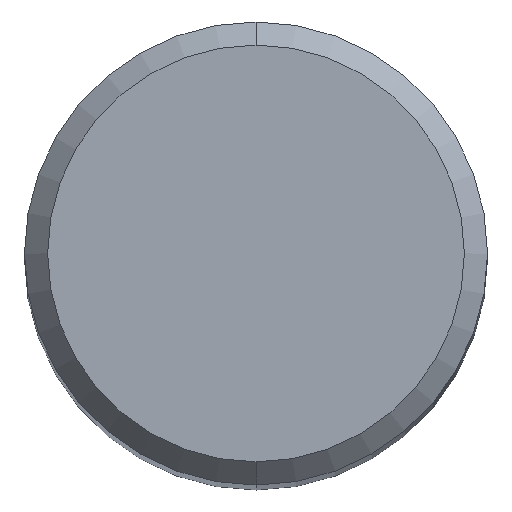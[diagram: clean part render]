
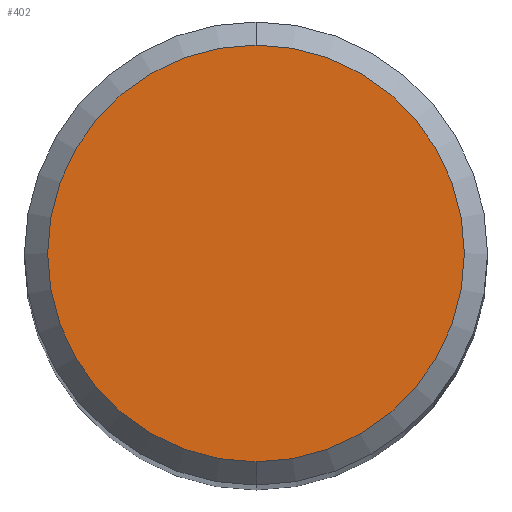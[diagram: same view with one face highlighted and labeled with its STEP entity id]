
A CAD part, top view. The second image highlights one B-rep face of the part: STEP entity #402.
In plain terms, the highlighted planar face has unit normal (0, 0, 1).
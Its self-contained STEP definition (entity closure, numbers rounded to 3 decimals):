
#216=EDGE_CURVE('',#370,#288,#545,.T.);
#288=VERTEX_POINT('',#626);
#344=EDGE_CURVE('',#288,#370,#689,.T.);
#370=VERTEX_POINT('',#719);
#402=ADVANCED_FACE('',(#751),#752,.T.);
#545=CIRCLE('',#912,3.6);
#626=CARTESIAN_POINT('',(0.0,3.6,36.0));
#689=CIRCLE('',#1222,3.6);
#719=CARTESIAN_POINT('',(0.,-3.6,36.0));
#751=FACE_OUTER_BOUND('',#1330,.T.);
#752=PLANE('',#1331);
#912=AXIS2_PLACEMENT_3D('',#1568,#1569,#1570);
#1222=AXIS2_PLACEMENT_3D('',#1742,#1743,#1744);
#1330=EDGE_LOOP('',(#1799,#1800));
#1331=AXIS2_PLACEMENT_3D('',#1801,#1802,#1803);
#1568=CARTESIAN_POINT('',(0.0,0.0,36.0));
#1569=DIRECTION('',(0.0,0.0,-1.0));
#1570=DIRECTION('',(0.0,1.0,0.0));
#1742=CARTESIAN_POINT('',(0.0,0.0,36.0));
#1743=DIRECTION('',(0.0,0.0,-1.0));
#1744=DIRECTION('',(0.0,1.0,0.0));
#1799=ORIENTED_EDGE('',*,*,#344,.F.);
#1800=ORIENTED_EDGE('',*,*,#216,.F.);
#1801=CARTESIAN_POINT('',(0.0,1.8,36.0));
#1802=DIRECTION('',(0.0,0.0,1.0));
#1803=DIRECTION('',(0.0,-1.0,0.0));
